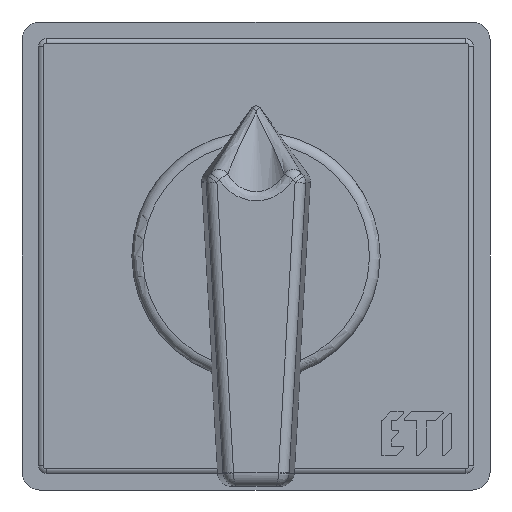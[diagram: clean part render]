
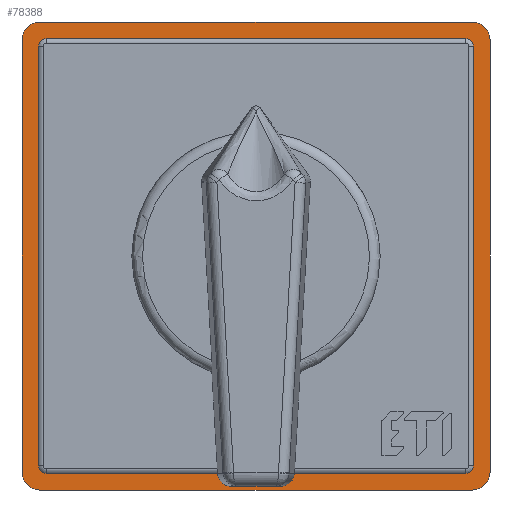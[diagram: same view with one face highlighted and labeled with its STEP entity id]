
A CAD part, front view. The second image highlights one B-rep face of the part: STEP entity #78388.
In plain terms, the highlighted planar face has unit normal (0, -1, 0).
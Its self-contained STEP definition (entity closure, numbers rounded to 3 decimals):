
#77954=DIRECTION('',(0.,0.,-1.));
#77955=VECTOR('',#77954,61.);
#77956=CARTESIAN_POINT('',(-39.774,-26.343,
40.917));
#77957=LINE('',#77956,#77955);
#77975=CARTESIAN_POINT('',(23.726,-26.343,
-20.083));
#77976=DIRECTION('',(0.,1.,0.));
#77977=DIRECTION('',(1.,0.,0.));
#77978=AXIS2_PLACEMENT_3D('',#77975,#77976,#77977);
#77983=CARTESIAN_POINT('',(-37.274,-26.343,
-20.083));
#77984=DIRECTION('',(0.,1.,0.));
#77985=DIRECTION('',(0.,0.,-1.));
#77986=AXIS2_PLACEMENT_3D('',#77983,#77984,#77985);
#77991=CARTESIAN_POINT('',(-37.274,-26.343,
40.917));
#77992=DIRECTION('',(0.,1.,0.));
#77993=DIRECTION('',(-1.,0.,0.));
#77994=AXIS2_PLACEMENT_3D('',#77991,#77992,#77993);
#77999=CARTESIAN_POINT('',(23.726,-26.343,
40.917));
#78000=DIRECTION('',(0.,1.,0.));
#78001=DIRECTION('',(0.,0.,1.));
#78002=AXIS2_PLACEMENT_3D('',#77999,#78000,#78001);
#78007=CARTESIAN_POINT('',(22.826,-26.343,
-19.183));
#78008=DIRECTION('',(0.,-1.,0.));
#78009=DIRECTION('',(0.,0.,-1.));
#78010=AXIS2_PLACEMENT_3D('',#78007,#78008,#78009);
#78015=DIRECTION('',(0.,0.,1.));
#78016=VECTOR('',#78015,59.2);
#78017=CARTESIAN_POINT('',(23.85,-26.343,
-19.183));
#78018=LINE('',#78017,#78016);
#78022=CARTESIAN_POINT('',(22.826,-26.343,
40.017));
#78023=DIRECTION('',(0.,-1.,0.));
#78024=DIRECTION('',(1.,0.,0.));
#78025=AXIS2_PLACEMENT_3D('',#78022,#78023,#78024);
#78030=DIRECTION('',(-1.,0.,0.));
#78031=VECTOR('',#78030,59.2);
#78032=CARTESIAN_POINT('',(22.826,-26.343,
41.041));
#78033=LINE('',#78032,#78031);
#78037=CARTESIAN_POINT('',(-36.374,-26.343,
40.017));
#78038=DIRECTION('',(0.,-1.,0.));
#78039=DIRECTION('',(0.,0.,1.));
#78040=AXIS2_PLACEMENT_3D('',#78037,#78038,#78039);
#78045=DIRECTION('',(0.,0.,-1.));
#78046=VECTOR('',#78045,59.2);
#78047=CARTESIAN_POINT('',(-37.399,-26.343,
40.017));
#78048=LINE('',#78047,#78046);
#78052=CARTESIAN_POINT('',(-36.374,-26.343,
-19.183));
#78053=DIRECTION('',(0.,-1.,0.));
#78054=DIRECTION('',(-1.,0.,0.));
#78055=AXIS2_PLACEMENT_3D('',#78052,#78053,#78054);
#78060=DIRECTION('',(1.,0.,0.));
#78061=VECTOR('',#78060,59.2);
#78062=CARTESIAN_POINT('',(-36.374,-26.343,
-20.208));
#78063=LINE('',#78062,#78061);
#78067=DIRECTION('',(0.,0.,1.));
#78068=VECTOR('',#78067,61.);
#78069=CARTESIAN_POINT('',(26.226,-26.343,
-20.083));
#78070=LINE('',#78069,#78068);
#78088=DIRECTION('',(-1.,0.,0.));
#78089=VECTOR('',#78088,61.);
#78090=CARTESIAN_POINT('',(23.726,-26.343,
43.417));
#78091=LINE('',#78090,#78089);
#78123=DIRECTION('',(1.,0.,0.));
#78124=VECTOR('',#78123,61.);
#78125=CARTESIAN_POINT('',(-37.274,-26.343,
-22.583));
#78126=LINE('',#78125,#78124);
#78246=CARTESIAN_POINT('',(-39.774,-26.343,
-20.083));
#78247=VERTEX_POINT('',#78246);
#78248=CARTESIAN_POINT('',(-39.774,-26.343,
40.917));
#78249=VERTEX_POINT('',#78248);
#78250=CARTESIAN_POINT('',(-37.274,-26.343,
-22.583));
#78251=VERTEX_POINT('',#78250);
#78252=CARTESIAN_POINT('',(26.226,-26.343,
-20.083));
#78253=CARTESIAN_POINT('',(26.226,-26.343,
40.917));
#78254=VERTEX_POINT('',#78252);
#78255=VERTEX_POINT('',#78253);
#78256=CARTESIAN_POINT('',(23.726,-26.343,
-22.583));
#78257=VERTEX_POINT('',#78256);
#78258=CARTESIAN_POINT('',(-37.274,-26.343,
43.417));
#78259=VERTEX_POINT('',#78258);
#78260=CARTESIAN_POINT('',(23.726,-26.343,
43.417));
#78261=VERTEX_POINT('',#78260);
#78262=CARTESIAN_POINT('',(22.826,-26.343,
-20.208));
#78263=CARTESIAN_POINT('',(23.85,-26.343,
-19.183));
#78264=VERTEX_POINT('',#78262);
#78265=VERTEX_POINT('',#78263);
#78266=CARTESIAN_POINT('',(23.85,-26.343,
40.017));
#78267=VERTEX_POINT('',#78266);
#78268=CARTESIAN_POINT('',(22.826,-26.343,
41.041));
#78269=VERTEX_POINT('',#78268);
#78270=CARTESIAN_POINT('',(-36.374,-26.343,
41.041));
#78271=VERTEX_POINT('',#78270);
#78272=CARTESIAN_POINT('',(-37.399,-26.343,
40.017));
#78273=VERTEX_POINT('',#78272);
#78274=CARTESIAN_POINT('',(-37.399,-26.343,
-19.183));
#78275=VERTEX_POINT('',#78274);
#78276=CARTESIAN_POINT('',(-36.374,-26.343,
-20.208));
#78277=VERTEX_POINT('',#78276);
#78349=CARTESIAN_POINT('',(-39.774,-26.343,
43.417));
#78350=DIRECTION('',(0.,1.,0.));
#78351=DIRECTION('',(0.,0.,1.));
#78352=AXIS2_PLACEMENT_3D('',#78349,#78350,#78351);
#78353=PLANE('',#78352);
#78355=ORIENTED_EDGE('',*,*,#78354,.F.);
#78357=ORIENTED_EDGE('',*,*,#78356,.T.);
#78359=ORIENTED_EDGE('',*,*,#78358,.F.);
#78360=ORIENTED_EDGE('',*,*,#78341,.T.);
#78361=ORIENTED_EDGE('',*,*,#78330,.F.);
#78363=ORIENTED_EDGE('',*,*,#78362,.T.);
#78365=ORIENTED_EDGE('',*,*,#78364,.F.);
#78367=ORIENTED_EDGE('',*,*,#78366,.T.);
#78368=EDGE_LOOP('',(#78355,#78357,#78359,#78360,#78361,#78363,#78365,#78367));
#78369=FACE_OUTER_BOUND('',#78368,.F.);
#78371=ORIENTED_EDGE('',*,*,#78370,.T.);
#78373=ORIENTED_EDGE('',*,*,#78372,.T.);
#78375=ORIENTED_EDGE('',*,*,#78374,.T.);
#78377=ORIENTED_EDGE('',*,*,#78376,.T.);
#78379=ORIENTED_EDGE('',*,*,#78378,.T.);
#78381=ORIENTED_EDGE('',*,*,#78380,.T.);
#78383=ORIENTED_EDGE('',*,*,#78382,.T.);
#78385=ORIENTED_EDGE('',*,*,#78384,.T.);
#78386=EDGE_LOOP('',(#78371,#78373,#78375,#78377,#78379,#78381,#78383,#78385));
#78387=FACE_BOUND('',#78386,.F.);
#77979=CIRCLE('',#77978,2.5);
#77987=CIRCLE('',#77986,2.5);
#77995=CIRCLE('',#77994,2.5);
#78003=CIRCLE('',#78002,2.5);
#78011=CIRCLE('',#78010,1.024);
#78026=CIRCLE('',#78025,1.024);
#78041=CIRCLE('',#78040,1.024);
#78056=CIRCLE('',#78055,1.024);
#78330=EDGE_CURVE('',#78249,#78247,#77957,.T.);
#78341=EDGE_CURVE('',#78251,#78247,#77987,.T.);
#78354=EDGE_CURVE('',#78254,#78255,#78070,.T.);
#78356=EDGE_CURVE('',#78254,#78257,#77979,.T.);
#78358=EDGE_CURVE('',#78251,#78257,#78126,.T.);
#78362=EDGE_CURVE('',#78249,#78259,#77995,.T.);
#78364=EDGE_CURVE('',#78261,#78259,#78091,.T.);
#78366=EDGE_CURVE('',#78261,#78255,#78003,.T.);
#78370=EDGE_CURVE('',#78264,#78265,#78011,.T.);
#78372=EDGE_CURVE('',#78265,#78267,#78018,.T.);
#78374=EDGE_CURVE('',#78267,#78269,#78026,.T.);
#78376=EDGE_CURVE('',#78269,#78271,#78033,.T.);
#78378=EDGE_CURVE('',#78271,#78273,#78041,.T.);
#78380=EDGE_CURVE('',#78273,#78275,#78048,.T.);
#78382=EDGE_CURVE('',#78275,#78277,#78056,.T.);
#78384=EDGE_CURVE('',#78277,#78264,#78063,.T.);
#78388=ADVANCED_FACE('',(#78369,#78387),#78353,.F.);
